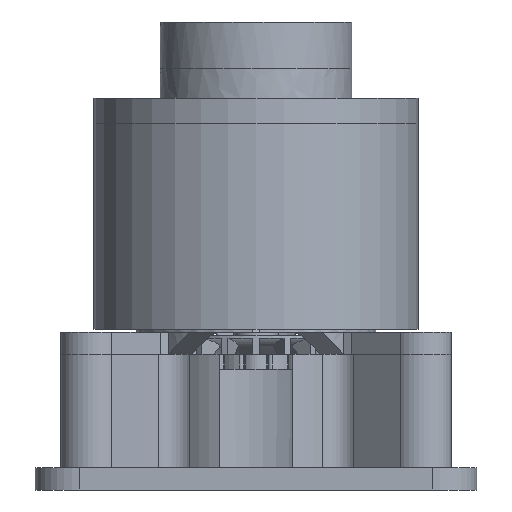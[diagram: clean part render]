
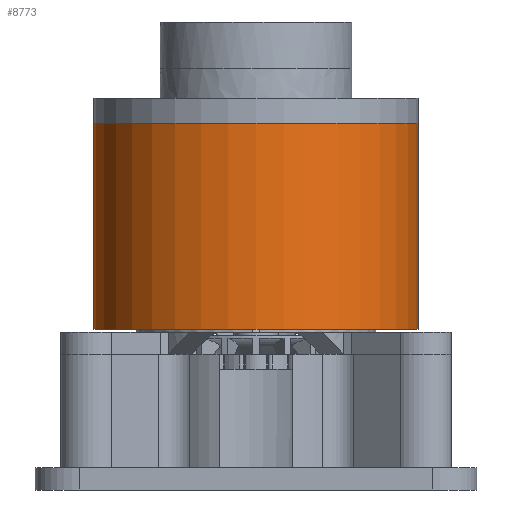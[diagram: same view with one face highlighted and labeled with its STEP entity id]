
A CAD part, front view. The second image highlights one B-rep face of the part: STEP entity #8773.
In plain terms, the highlighted cylindrical face has radius 11 mm (diameter 22 mm), a full revolution.
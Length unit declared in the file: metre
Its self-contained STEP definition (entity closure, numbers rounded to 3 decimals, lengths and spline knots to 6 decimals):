
#1468=CYLINDRICAL_SURFACE('',#9571,0.011);
#2402=ORIENTED_EDGE('',*,*,#4709,.F.);
#2403=ORIENTED_EDGE('',*,*,#4710,.F.);
#4709=EDGE_CURVE('',#5895,#5895,#6701,.F.);
#4710=EDGE_CURVE('',#5896,#5896,#6702,.T.);
#5895=VERTEX_POINT('',#14217);
#5896=VERTEX_POINT('',#14219);
#6701=CIRCLE('',#9572,0.011);
#6702=CIRCLE('',#9573,0.011);
#7191=EDGE_LOOP('',(#2402));
#7192=EDGE_LOOP('',(#2403));
#7864=FACE_BOUND('',#7191,.T.);
#7865=FACE_BOUND('',#7192,.T.);
#8773=ADVANCED_FACE('',(#7864,#7865),#1468,.T.);
#9571=AXIS2_PLACEMENT_3D('',#14215,#11072,#11073);
#9572=AXIS2_PLACEMENT_3D('',#14216,#11074,#11075);
#9573=AXIS2_PLACEMENT_3D('',#14218,#11076,#11077);
#11072=DIRECTION('',(0.,0.,-1.));
#11073=DIRECTION('',(-1.,0.,0.));
#11074=DIRECTION('',(0.,0.,1.));
#11075=DIRECTION('',(1.,0.,0.));
#11076=DIRECTION('',(0.,0.,1.));
#11077=DIRECTION('',(1.,0.,0.));
#14215=CARTESIAN_POINT('',(0.,0.,0.0207));
#14216=CARTESIAN_POINT('',(0.,0.,0.0109));
#14217=CARTESIAN_POINT('',(0.011,0.,0.0109));
#14218=CARTESIAN_POINT('',(0.,0.,0.0249));
#14219=CARTESIAN_POINT('',(0.011,0.,0.0249));
